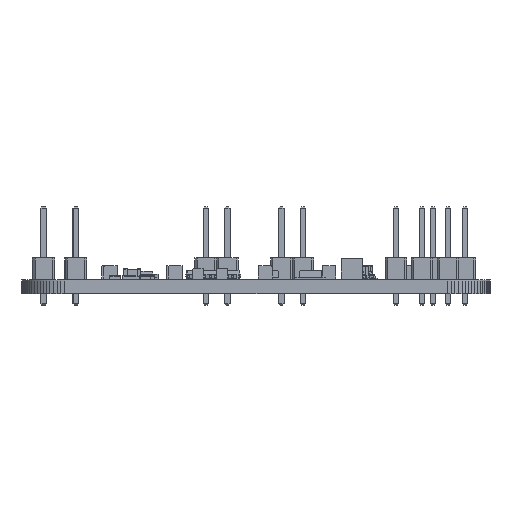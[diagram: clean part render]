
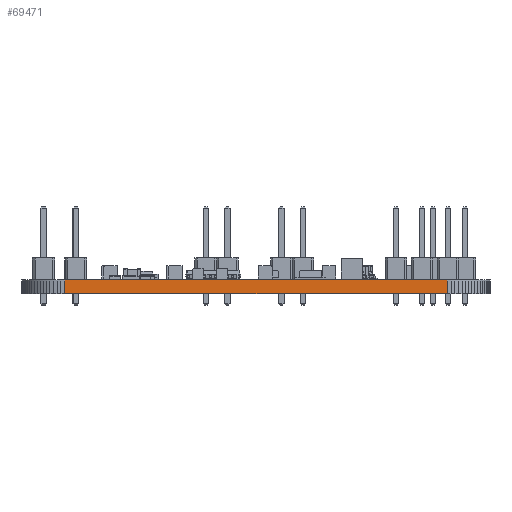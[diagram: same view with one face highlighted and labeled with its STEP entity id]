
A CAD part, left-side view. The second image highlights one B-rep face of the part: STEP entity #69471.
In plain terms, the highlighted planar face has unit normal (-1, 0, 0).
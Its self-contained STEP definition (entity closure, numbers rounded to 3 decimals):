
#60412 = PLANE('',#60413);
#60413 = AXIS2_PLACEMENT_3D('',#60414,#60415,#60416);
#60414 = CARTESIAN_POINT('',(95.478,-65.59,1.6));
#60415 = DIRECTION('',(-0.,-0.,-1.));
#60416 = DIRECTION('',(-1.,0.,0.));
#60466 = PLANE('',#60467);
#60467 = AXIS2_PLACEMENT_3D('',#60468,#60469,#60470);
#60468 = CARTESIAN_POINT('',(95.478,-65.59,0.));
#60469 = DIRECTION('',(-0.,-0.,-1.));
#60470 = DIRECTION('',(-1.,0.,0.));
#62087 = VERTEX_POINT('',#62088);
#62088 = CARTESIAN_POINT('',(59.218,-88.09,0.));
#62102 = PLANE('',#62103);
#62103 = AXIS2_PLACEMENT_3D('',#62104,#62105,#62106);
#62104 = CARTESIAN_POINT('',(59.237,-88.526,0.));
#62105 = DIRECTION('',(-0.999,-0.044,0.));
#62106 = DIRECTION('',(-0.044,0.999,0.));
#62114 = EDGE_CURVE('',#62087,#62115,#62117,.T.);
#62115 = VERTEX_POINT('',#62116);
#62116 = CARTESIAN_POINT('',(59.218,-43.09,0.));
#62117 = SURFACE_CURVE('',#62118,(#62122,#62129),.PCURVE_S1.);
#62118 = LINE('',#62119,#62120);
#62119 = CARTESIAN_POINT('',(59.218,-88.09,0.));
#62120 = VECTOR('',#62121,1.);
#62121 = DIRECTION('',(0.,1.,0.));
#62122 = PCURVE('',#60466,#62123);
#62123 = DEFINITIONAL_REPRESENTATION('',(#62124),#62128);
#62124 = LINE('',#62125,#62126);
#62125 = CARTESIAN_POINT('',(36.26,-22.5));
#62126 = VECTOR('',#62127,1.);
#62127 = DIRECTION('',(0.,1.));
#62128 = ( GEOMETRIC_REPRESENTATION_CONTEXT(2) 
PARAMETRIC_REPRESENTATION_CONTEXT() REPRESENTATION_CONTEXT('2D SPACE',''
  ) );
#62129 = PCURVE('',#62130,#62135);
#62130 = PLANE('',#62131);
#62131 = AXIS2_PLACEMENT_3D('',#62132,#62133,#62134);
#62132 = CARTESIAN_POINT('',(59.218,-88.09,0.));
#62133 = DIRECTION('',(-1.,0.,0.));
#62134 = DIRECTION('',(0.,1.,0.));
#62135 = DEFINITIONAL_REPRESENTATION('',(#62136),#62140);
#62136 = LINE('',#62137,#62138);
#62137 = CARTESIAN_POINT('',(0.,0.));
#62138 = VECTOR('',#62139,1.);
#62139 = DIRECTION('',(1.,0.));
#62140 = ( GEOMETRIC_REPRESENTATION_CONTEXT(2) 
PARAMETRIC_REPRESENTATION_CONTEXT() REPRESENTATION_CONTEXT('2D SPACE',''
  ) );
#62158 = PLANE('',#62159);
#62159 = AXIS2_PLACEMENT_3D('',#62160,#62161,#62162);
#62160 = CARTESIAN_POINT('',(59.218,-43.09,0.));
#62161 = DIRECTION('',(-0.999,0.044,0.));
#62162 = DIRECTION('',(0.044,0.999,0.));
#66075 = VERTEX_POINT('',#66076);
#66076 = CARTESIAN_POINT('',(59.218,-88.09,1.6));
#66097 = EDGE_CURVE('',#66075,#66098,#66100,.T.);
#66098 = VERTEX_POINT('',#66099);
#66099 = CARTESIAN_POINT('',(59.218,-43.09,1.6));
#66100 = SURFACE_CURVE('',#66101,(#66105,#66112),.PCURVE_S1.);
#66101 = LINE('',#66102,#66103);
#66102 = CARTESIAN_POINT('',(59.218,-88.09,1.6));
#66103 = VECTOR('',#66104,1.);
#66104 = DIRECTION('',(0.,1.,0.));
#66105 = PCURVE('',#60412,#66106);
#66106 = DEFINITIONAL_REPRESENTATION('',(#66107),#66111);
#66107 = LINE('',#66108,#66109);
#66108 = CARTESIAN_POINT('',(36.26,-22.5));
#66109 = VECTOR('',#66110,1.);
#66110 = DIRECTION('',(0.,1.));
#66111 = ( GEOMETRIC_REPRESENTATION_CONTEXT(2) 
PARAMETRIC_REPRESENTATION_CONTEXT() REPRESENTATION_CONTEXT('2D SPACE',''
  ) );
#66112 = PCURVE('',#62130,#66113);
#66113 = DEFINITIONAL_REPRESENTATION('',(#66114),#66118);
#66114 = LINE('',#66115,#66116);
#66115 = CARTESIAN_POINT('',(0.,-1.6));
#66116 = VECTOR('',#66117,1.);
#66117 = DIRECTION('',(1.,0.));
#66118 = ( GEOMETRIC_REPRESENTATION_CONTEXT(2) 
PARAMETRIC_REPRESENTATION_CONTEXT() REPRESENTATION_CONTEXT('2D SPACE',''
  ) );
#69421 = EDGE_CURVE('',#62115,#66098,#69422,.T.);
#69422 = SURFACE_CURVE('',#69423,(#69427,#69434),.PCURVE_S1.);
#69423 = LINE('',#69424,#69425);
#69424 = CARTESIAN_POINT('',(59.218,-43.09,0.));
#69425 = VECTOR('',#69426,1.);
#69426 = DIRECTION('',(0.,0.,1.));
#69427 = PCURVE('',#62158,#69428);
#69428 = DEFINITIONAL_REPRESENTATION('',(#69429),#69433);
#69429 = LINE('',#69430,#69431);
#69430 = CARTESIAN_POINT('',(0.,0.));
#69431 = VECTOR('',#69432,1.);
#69432 = DIRECTION('',(0.,-1.));
#69433 = ( GEOMETRIC_REPRESENTATION_CONTEXT(2) 
PARAMETRIC_REPRESENTATION_CONTEXT() REPRESENTATION_CONTEXT('2D SPACE',''
  ) );
#69434 = PCURVE('',#62130,#69435);
#69435 = DEFINITIONAL_REPRESENTATION('',(#69436),#69440);
#69436 = LINE('',#69437,#69438);
#69437 = CARTESIAN_POINT('',(45.,0.));
#69438 = VECTOR('',#69439,1.);
#69439 = DIRECTION('',(0.,-1.));
#69440 = ( GEOMETRIC_REPRESENTATION_CONTEXT(2) 
PARAMETRIC_REPRESENTATION_CONTEXT() REPRESENTATION_CONTEXT('2D SPACE',''
  ) );
#69471 = ADVANCED_FACE('',(#69472),#62130,.T.);
#69472 = FACE_BOUND('',#69473,.T.);
#69473 = EDGE_LOOP('',(#69474,#69495,#69496,#69497));
#69474 = ORIENTED_EDGE('',*,*,#69475,.T.);
#69475 = EDGE_CURVE('',#62087,#66075,#69476,.T.);
#69476 = SURFACE_CURVE('',#69477,(#69481,#69488),.PCURVE_S1.);
#69477 = LINE('',#69478,#69479);
#69478 = CARTESIAN_POINT('',(59.218,-88.09,0.));
#69479 = VECTOR('',#69480,1.);
#69480 = DIRECTION('',(0.,0.,1.));
#69481 = PCURVE('',#62130,#69482);
#69482 = DEFINITIONAL_REPRESENTATION('',(#69483),#69487);
#69483 = LINE('',#69484,#69485);
#69484 = CARTESIAN_POINT('',(0.,0.));
#69485 = VECTOR('',#69486,1.);
#69486 = DIRECTION('',(0.,-1.));
#69487 = ( GEOMETRIC_REPRESENTATION_CONTEXT(2) 
PARAMETRIC_REPRESENTATION_CONTEXT() REPRESENTATION_CONTEXT('2D SPACE',''
  ) );
#69488 = PCURVE('',#62102,#69489);
#69489 = DEFINITIONAL_REPRESENTATION('',(#69490),#69494);
#69490 = LINE('',#69491,#69492);
#69491 = CARTESIAN_POINT('',(0.436,0.));
#69492 = VECTOR('',#69493,1.);
#69493 = DIRECTION('',(0.,-1.));
#69494 = ( GEOMETRIC_REPRESENTATION_CONTEXT(2) 
PARAMETRIC_REPRESENTATION_CONTEXT() REPRESENTATION_CONTEXT('2D SPACE',''
  ) );
#69495 = ORIENTED_EDGE('',*,*,#66097,.T.);
#69496 = ORIENTED_EDGE('',*,*,#69421,.F.);
#69497 = ORIENTED_EDGE('',*,*,#62114,.F.);
